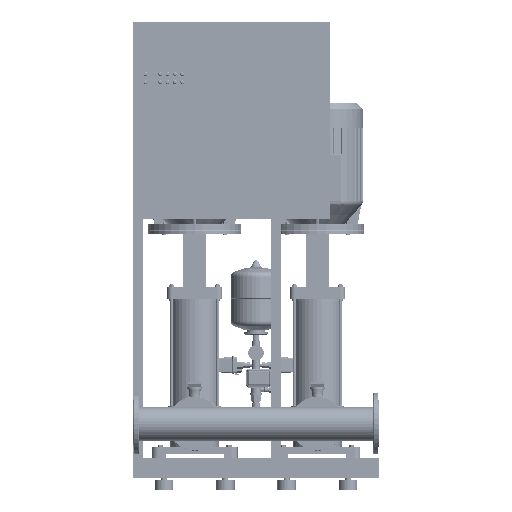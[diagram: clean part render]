
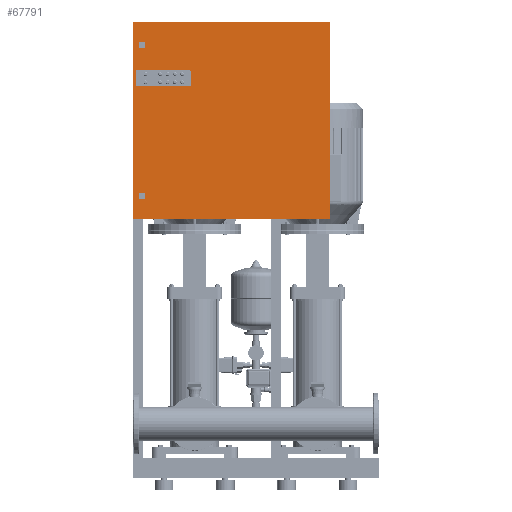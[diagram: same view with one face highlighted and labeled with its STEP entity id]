
A CAD part, front view. The second image highlights one B-rep face of the part: STEP entity #67791.
In plain terms, the highlighted planar face has unit normal (0, -1, 0).
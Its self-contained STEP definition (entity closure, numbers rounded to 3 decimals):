
#67050=CARTESIAN_POINT('',(800.0,-565.0,1905.0));
#67051=VERTEX_POINT('',#67050);
#67052=CARTESIAN_POINT('',(800.0,-565.0,1105.0));
#67053=VERTEX_POINT('',#67052);
#67054=CARTESIAN_POINT('',(800.0,-565.0,1905.0));
#67055=DIRECTION('',(0.0,0.0,-1.0));
#67056=VECTOR('',#67055,800.0);
#67057=LINE('',#67054,#67056);
#67058=EDGE_CURVE('',#67051,#67053,#67057,.T.);
#67167=CARTESIAN_POINT('',(15.,-565.0,1710.0));
#67168=VERTEX_POINT('',#67167);
#67175=CARTESIAN_POINT('',(10.,-565.0,1705.0));
#67176=VERTEX_POINT('',#67175);
#67177=CARTESIAN_POINT('',(15.,-565.,1705.0));
#67178=DIRECTION('',(0.0,1.,0.0));
#67179=DIRECTION('',(-0.707,0.0,0.707));
#67180=AXIS2_PLACEMENT_3D('',#67177,#67178,#67179);
#67181=CIRCLE('',#67180,5.);
#67182=EDGE_CURVE('',#67176,#67168,#67181,.T.);
#67199=CARTESIAN_POINT('',(10.,-565.0,1648.0));
#67200=VERTEX_POINT('',#67199);
#67201=CARTESIAN_POINT('',(10.,-565.0,1648.0));
#67202=DIRECTION('',(0.0,0.0,1.0));
#67203=VECTOR('',#67202,57.0);
#67204=LINE('',#67201,#67203);
#67205=EDGE_CURVE('',#67200,#67176,#67204,.T.);
#67222=CARTESIAN_POINT('',(15.,-565.0,1643.0));
#67223=VERTEX_POINT('',#67222);
#67224=CARTESIAN_POINT('',(15.,-565.,1648.0));
#67225=DIRECTION('',(0.0,1.,0.0));
#67226=DIRECTION('',(-0.707,0.0,-0.707));
#67227=AXIS2_PLACEMENT_3D('',#67224,#67225,#67226);
#67228=CIRCLE('',#67227,5.);
#67229=EDGE_CURVE('',#67223,#67200,#67228,.T.);
#67249=CARTESIAN_POINT('',(229.0,-565.0,1710.0));
#67250=VERTEX_POINT('',#67249);
#67257=CARTESIAN_POINT('',(15.,-565.0,1710.0));
#67258=DIRECTION('',(1.0,0.0,0.0));
#67259=VECTOR('',#67258,214.);
#67260=LINE('',#67257,#67259);
#67261=EDGE_CURVE('',#67168,#67250,#67260,.T.);
#67272=CARTESIAN_POINT('',(229.0,-565.0,1643.0));
#67273=VERTEX_POINT('',#67272);
#67274=CARTESIAN_POINT('',(229.0,-565.0,1643.0));
#67275=DIRECTION('',(-1.0,0.0,0.0));
#67276=VECTOR('',#67275,214.);
#67277=LINE('',#67274,#67276);
#67278=EDGE_CURVE('',#67273,#67223,#67277,.T.);
#67297=CARTESIAN_POINT('',(234.0,-565.0,1648.0));
#67298=VERTEX_POINT('',#67297);
#67299=CARTESIAN_POINT('',(229.0,-565.,1648.0));
#67300=DIRECTION('',(0.0,1.0,0.0));
#67301=DIRECTION('',(0.0,0.0,1.0));
#67302=AXIS2_PLACEMENT_3D('',#67299,#67300,#67301);
#67303=CIRCLE('',#67302,5.);
#67304=EDGE_CURVE('',#67298,#67273,#67303,.T.);
#67322=CARTESIAN_POINT('',(234.0,-565.0,1705.0));
#67323=VERTEX_POINT('',#67322);
#67324=CARTESIAN_POINT('',(234.0,-565.0,1705.0));
#67325=DIRECTION('',(0.0,0.0,-1.0));
#67326=VECTOR('',#67325,57.0);
#67327=LINE('',#67324,#67326);
#67328=EDGE_CURVE('',#67323,#67298,#67327,.T.);
#67346=CARTESIAN_POINT('',(229.0,-565.,1705.0));
#67347=DIRECTION('',(0.0,1.0,0.0));
#67348=DIRECTION('',(-1.0,0.0,0.0));
#67349=AXIS2_PLACEMENT_3D('',#67346,#67347,#67348);
#67350=CIRCLE('',#67349,5.);
#67351=EDGE_CURVE('',#67250,#67323,#67350,.T.);
#67403=CARTESIAN_POINT('',(50.,-565.,1825.0));
#67404=VERTEX_POINT('',#67403);
#67411=CARTESIAN_POINT('',(25.,-565.,1825.0));
#67412=VERTEX_POINT('',#67411);
#67413=CARTESIAN_POINT('',(25.,-565.,1825.0));
#67414=DIRECTION('',(1.0,0.0,0.0));
#67415=VECTOR('',#67414,25.0);
#67416=LINE('',#67413,#67415);
#67417=EDGE_CURVE('',#67412,#67404,#67416,.T.);
#67435=CARTESIAN_POINT('',(25.0,-565.,1800.0));
#67436=VERTEX_POINT('',#67435);
#67437=CARTESIAN_POINT('',(25.0,-565.,1800.0));
#67438=DIRECTION('',(0.0,0.0,1.0));
#67439=VECTOR('',#67438,25.0);
#67440=LINE('',#67437,#67439);
#67441=EDGE_CURVE('',#67436,#67412,#67440,.T.);
#67459=CARTESIAN_POINT('',(50.,-565.,1800.0));
#67460=VERTEX_POINT('',#67459);
#67461=CARTESIAN_POINT('',(50.,-565.,1800.0));
#67462=DIRECTION('',(-1.0,0.0,0.0));
#67463=VECTOR('',#67462,25.);
#67464=LINE('',#67461,#67463);
#67465=EDGE_CURVE('',#67460,#67436,#67464,.T.);
#67483=CARTESIAN_POINT('',(50.,-565.,1825.0));
#67484=DIRECTION('',(0.0,0.0,-1.0));
#67485=VECTOR('',#67484,25.0);
#67486=LINE('',#67483,#67485);
#67487=EDGE_CURVE('',#67404,#67460,#67486,.T.);
#67508=CARTESIAN_POINT('',(0.,-565.0,1105.0));
#67509=VERTEX_POINT('',#67508);
#67516=CARTESIAN_POINT('',(0.,-565.0,1905.0));
#67517=VERTEX_POINT('',#67516);
#67518=CARTESIAN_POINT('',(0.,-565.0,1105.0));
#67519=DIRECTION('',(0.0,0.0,1.0));
#67520=VECTOR('',#67519,800.0);
#67521=LINE('',#67518,#67520);
#67522=EDGE_CURVE('',#67509,#67517,#67521,.T.);
#67588=CARTESIAN_POINT('',(50.,-565.,1185.0));
#67589=VERTEX_POINT('',#67588);
#67596=CARTESIAN_POINT('',(50.,-565.,1210.0));
#67597=VERTEX_POINT('',#67596);
#67598=CARTESIAN_POINT('',(50.,-565.,1210.0));
#67599=DIRECTION('',(0.0,0.0,-1.0));
#67600=VECTOR('',#67599,25.0);
#67601=LINE('',#67598,#67600);
#67602=EDGE_CURVE('',#67597,#67589,#67601,.T.);
#67626=CARTESIAN_POINT('',(25.,-565.,1185.0));
#67627=VERTEX_POINT('',#67626);
#67634=CARTESIAN_POINT('',(50.,-565.,1185.0));
#67635=DIRECTION('',(-1.0,0.0,0.0));
#67636=VECTOR('',#67635,25.);
#67637=LINE('',#67634,#67636);
#67638=EDGE_CURVE('',#67589,#67627,#67637,.T.);
#67657=CARTESIAN_POINT('',(25.,-565.,1210.0));
#67658=VERTEX_POINT('',#67657);
#67665=CARTESIAN_POINT('',(25.,-565.,1185.0));
#67666=DIRECTION('',(0.0,0.0,1.0));
#67667=VECTOR('',#67666,25.0);
#67668=LINE('',#67665,#67667);
#67669=EDGE_CURVE('',#67627,#67658,#67668,.T.);
#67687=CARTESIAN_POINT('',(25.,-565.,1210.0));
#67688=DIRECTION('',(1.0,0.0,0.0));
#67689=VECTOR('',#67688,25.);
#67690=LINE('',#67687,#67689);
#67691=EDGE_CURVE('',#67658,#67597,#67690,.T.);
#67736=CARTESIAN_POINT('',(0.,-565.0,1905.0));
#67737=DIRECTION('',(1.0,0.0,0.0));
#67738=VECTOR('',#67737,800.0);
#67739=LINE('',#67736,#67738);
#67740=EDGE_CURVE('',#67517,#67051,#67739,.T.);
#67753=CARTESIAN_POINT('',(300.,-565.,1325.0));
#67754=DIRECTION('',(0.0,-1.0,0.0));
#67755=DIRECTION('',(1.0,0.0,0.0));
#67756=AXIS2_PLACEMENT_3D('',#67753,#67754,#67755);
#67757=PLANE('',#67756);
#67758=CARTESIAN_POINT('',(800.0,-565.0,1105.0));
#67759=DIRECTION('',(-1.0,0.0,0.0));
#67760=VECTOR('',#67759,800.);
#67761=LINE('',#67758,#67760);
#67762=EDGE_CURVE('',#67053,#67509,#67761,.T.);
#67763=ORIENTED_EDGE('',*,*,#67762,.F.);
#67764=ORIENTED_EDGE('',*,*,#67058,.F.);
#67765=ORIENTED_EDGE('',*,*,#67740,.F.);
#67766=ORIENTED_EDGE('',*,*,#67522,.F.);
#67767=EDGE_LOOP('',(#67763,#67764,#67765,#67766));
#67768=FACE_OUTER_BOUND('',#67767,.T.);
#67769=ORIENTED_EDGE('',*,*,#67602,.T.);
#67770=ORIENTED_EDGE('',*,*,#67638,.T.);
#67771=ORIENTED_EDGE('',*,*,#67669,.T.);
#67772=ORIENTED_EDGE('',*,*,#67691,.T.);
#67773=EDGE_LOOP('',(#67769,#67770,#67771,#67772));
#67774=FACE_BOUND('',#67773,.T.);
#67775=ORIENTED_EDGE('',*,*,#67182,.T.);
#67776=ORIENTED_EDGE('',*,*,#67261,.T.);
#67777=ORIENTED_EDGE('',*,*,#67351,.T.);
#67778=ORIENTED_EDGE('',*,*,#67328,.T.);
#67779=ORIENTED_EDGE('',*,*,#67304,.T.);
#67780=ORIENTED_EDGE('',*,*,#67278,.T.);
#67781=ORIENTED_EDGE('',*,*,#67229,.T.);
#67782=ORIENTED_EDGE('',*,*,#67205,.T.);
#67783=EDGE_LOOP('',(#67775,#67776,#67777,#67778,#67779,#67780,#67781,#67782));
#67784=FACE_BOUND('',#67783,.T.);
#67785=ORIENTED_EDGE('',*,*,#67417,.T.);
#67786=ORIENTED_EDGE('',*,*,#67487,.T.);
#67787=ORIENTED_EDGE('',*,*,#67465,.T.);
#67788=ORIENTED_EDGE('',*,*,#67441,.T.);
#67789=EDGE_LOOP('',(#67785,#67786,#67787,#67788));
#67790=FACE_BOUND('',#67789,.T.);
#67791=ADVANCED_FACE('',(#67768,#67774,#67784,#67790),#67757,.T.);
